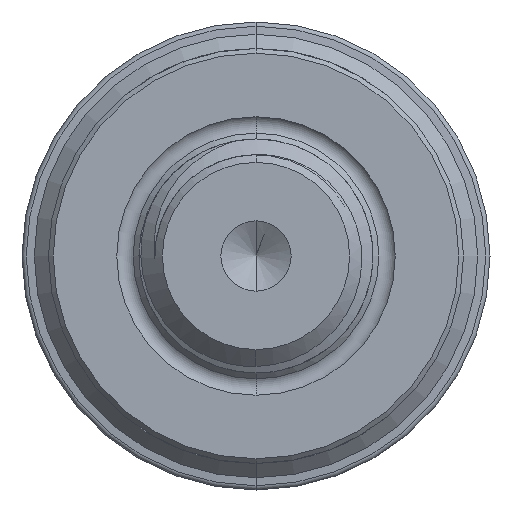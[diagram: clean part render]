
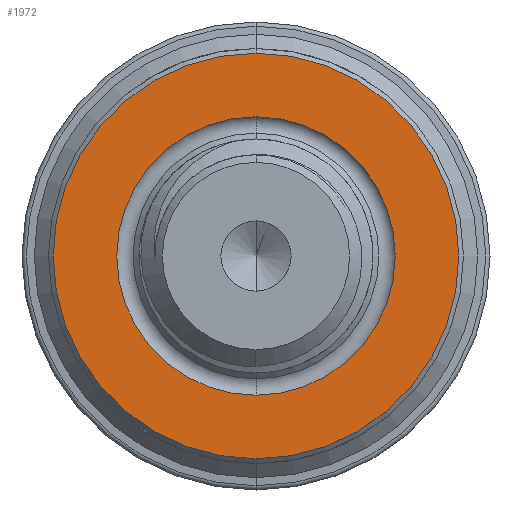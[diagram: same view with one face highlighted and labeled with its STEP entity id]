
A CAD part, front view. The second image highlights one B-rep face of the part: STEP entity #1972.
In plain terms, the highlighted planar face has unit normal (0, -1, 0).
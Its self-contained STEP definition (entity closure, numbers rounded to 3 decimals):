
#10 = PLANE ( 'NONE',  #4102 ) ;
#182 = CIRCLE ( 'NONE', #3206, 8.665 ) ;
#392 = CARTESIAN_POINT ( 'NONE',  ( 0., 20., 0. ) ) ;
#446 = ORIENTED_EDGE ( 'NONE', *, *, #1785, .F. ) ;
#515 = DIRECTION ( 'NONE',  ( 0., -1., 0. ) ) ;
#677 = ORIENTED_EDGE ( 'NONE', *, *, #3621, .T. ) ;
#722 = DIRECTION ( 'NONE',  ( 0., 0., 1. ) ) ;
#782 = CARTESIAN_POINT ( 'NONE',  ( 0., 20., 0. ) ) ;
#843 = ORIENTED_EDGE ( 'NONE', *, *, #1485, .F. ) ;
#931 = DIRECTION ( 'NONE',  ( 0., 0., -1. ) ) ;
#1174 = CARTESIAN_POINT ( 'NONE',  ( 0., 20., 0. ) ) ;
#1378 = VERTEX_POINT ( 'NONE', #1803 ) ;
#1458 = DIRECTION ( 'NONE',  ( 0., -1., 0. ) ) ;
#1485 = EDGE_CURVE ( 'NONE', #2977, #3753, #2633, .T. ) ;
#1663 = DIRECTION ( 'NONE',  ( 0., -1., 0. ) ) ;
#1750 = EDGE_LOOP ( 'NONE', ( #843, #446 ) ) ;
#1785 = EDGE_CURVE ( 'NONE', #3753, #2977, #3467, .T. ) ;
#1803 = CARTESIAN_POINT ( 'NONE',  ( 0., 20., -8.665 ) ) ;
#1852 = AXIS2_PLACEMENT_3D ( 'NONE', #392, #2710, #722 ) ;
#1972 = ADVANCED_FACE ( 'NONE', ( #2218, #3517 ), #10, .F. ) ;
#2218 = FACE_OUTER_BOUND ( 'NONE', #3445, .T. ) ;
#2458 = CARTESIAN_POINT ( 'NONE',  ( 0., 20., 5.95 ) ) ;
#2517 = ORIENTED_EDGE ( 'NONE', *, *, #3783, .T. ) ;
#2633 = CIRCLE ( 'NONE', #4158, 5.95 ) ;
#2662 = CARTESIAN_POINT ( 'NONE',  ( -5.95, 20., 0. ) ) ;
#2695 = DIRECTION ( 'NONE',  ( 0., 1., 0. ) ) ;
#2710 = DIRECTION ( 'NONE',  ( 0., -1., 0. ) ) ;
#2761 = AXIS2_PLACEMENT_3D ( 'NONE', #3642, #1663, #931 ) ;
#2820 = CARTESIAN_POINT ( 'NONE',  ( 0., 20., 8.665 ) ) ;
#2838 = DIRECTION ( 'NONE',  ( 0., 0., -1. ) ) ;
#2977 = VERTEX_POINT ( 'NONE', #3216 ) ;
#3206 = AXIS2_PLACEMENT_3D ( 'NONE', #782, #1458, #3767 ) ;
#3216 = CARTESIAN_POINT ( 'NONE',  ( 0., 20., -5.95 ) ) ;
#3296 = CIRCLE ( 'NONE', #1852, 8.665 ) ;
#3350 = DIRECTION ( 'NONE',  ( 0., 0., 1. ) ) ;
#3445 = EDGE_LOOP ( 'NONE', ( #677, #2517 ) ) ;
#3467 = CIRCLE ( 'NONE', #2761, 5.95 ) ;
#3517 = FACE_BOUND ( 'NONE', #1750, .T. ) ;
#3621 = EDGE_CURVE ( 'NONE', #3758, #1378, #3296, .T. ) ;
#3642 = CARTESIAN_POINT ( 'NONE',  ( 0., 20., 0. ) ) ;
#3753 = VERTEX_POINT ( 'NONE', #2458 ) ;
#3758 = VERTEX_POINT ( 'NONE', #2820 ) ;
#3767 = DIRECTION ( 'NONE',  ( 0., 0., 1. ) ) ;
#3783 = EDGE_CURVE ( 'NONE', #1378, #3758, #182, .T. ) ;
#4102 = AXIS2_PLACEMENT_3D ( 'NONE', #2662, #2695, #3350 ) ;
#4158 = AXIS2_PLACEMENT_3D ( 'NONE', #1174, #515, #2838 ) ;
